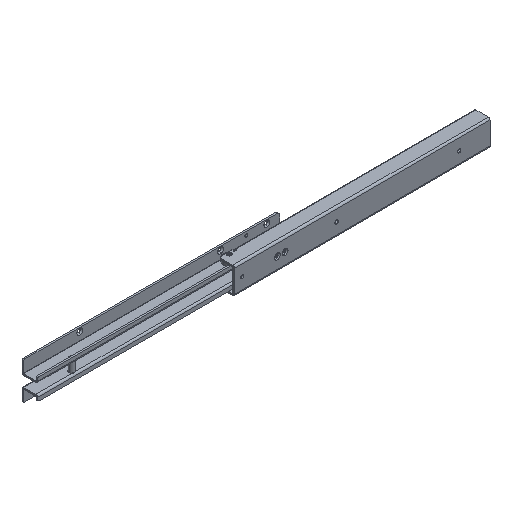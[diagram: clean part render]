
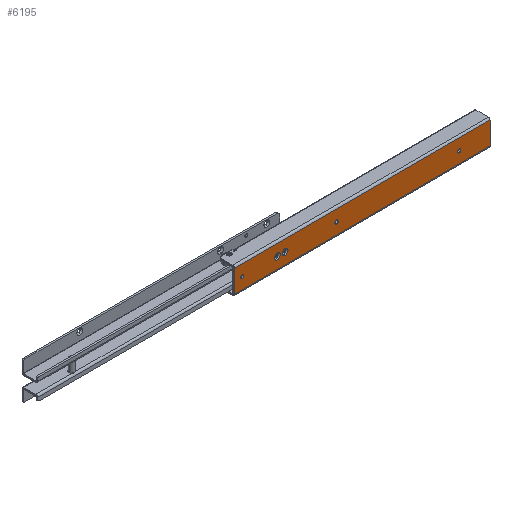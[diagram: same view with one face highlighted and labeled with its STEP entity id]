
A CAD part, isometric view. The second image highlights one B-rep face of the part: STEP entity #6195.
In plain terms, the highlighted face is planar.
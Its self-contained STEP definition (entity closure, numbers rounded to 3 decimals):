
#86 = DIRECTION ( 'NONE',  ( 0., 0., 1. ) ) ;
#103 = ORIENTED_EDGE ( 'NONE', *, *, #16925, .T. ) ;
#240 = EDGE_CURVE ( 'NONE', #7723, #19828, #20849, .T. ) ;
#707 = EDGE_LOOP ( 'NONE', ( #22176, #4502, #17602, #19126 ) ) ;
#801 = DIRECTION ( 'NONE',  ( 0., 0., -1. ) ) ;
#803 = CARTESIAN_POINT ( 'NONE',  ( 500., 0., -22. ) ) ;
#841 = ORIENTED_EDGE ( 'NONE', *, *, #3520, .F. ) ;
#1470 = EDGE_CURVE ( 'NONE', #2401, #14315, #3045, .T. ) ;
#1539 = CARTESIAN_POINT ( 'NONE',  ( 485., 0., 0. ) ) ;
#1668 = FACE_OUTER_BOUND ( 'NONE', #707, .T. ) ;
#1787 = CIRCLE ( 'NONE', #7713, 3.1 ) ;
#1852 = AXIS2_PLACEMENT_3D ( 'NONE', #10207, #17792, #801 ) ;
#2305 = CARTESIAN_POINT ( 'NONE',  ( 485., 0., 3.1 ) ) ;
#2401 = VERTEX_POINT ( 'NONE', #5988 ) ;
#2446 = LINE ( 'NONE', #10131, #7670 ) ;
#2671 = DIRECTION ( 'NONE',  ( -1., 0., 0. ) ) ;
#2699 = CARTESIAN_POINT ( 'NONE',  ( 416., 0., -5.75 ) ) ;
#2816 = CARTESIAN_POINT ( 'NONE',  ( 60., 0., -3.15 ) ) ;
#2870 = LINE ( 'NONE', #4476, #2951 ) ;
#2951 = VECTOR ( 'NONE', #14254, 1000. ) ;
#3045 = LINE ( 'NONE', #803, #5357 ) ;
#3067 = DIRECTION ( 'NONE',  ( 0., 0., -1. ) ) ;
#3091 = VERTEX_POINT ( 'NONE', #2305 ) ;
#3195 = VERTEX_POINT ( 'NONE', #2816 ) ;
#3520 = EDGE_CURVE ( 'NONE', #3195, #13526, #7298, .T. ) ;
#3781 = DIRECTION ( 'NONE',  ( 0., 0., 1. ) ) ;
#3857 = DIRECTION ( 'NONE',  ( 0., 0., 1. ) ) ;
#4185 = DIRECTION ( 'NONE',  ( 0., 1., 0. ) ) ;
#4476 = CARTESIAN_POINT ( 'NONE',  ( 500., 0., 22. ) ) ;
#4502 = ORIENTED_EDGE ( 'NONE', *, *, #1470, .T. ) ;
#5357 = VECTOR ( 'NONE', #2671, 1000. ) ;
#5392 = FACE_BOUND ( 'NONE', #9766, .T. ) ;
#5401 = CARTESIAN_POINT ( 'NONE',  ( 0., 0., 58. ) ) ;
#5573 = CIRCLE ( 'NONE', #12304, 5.75 ) ;
#5596 = CARTESIAN_POINT ( 'NONE',  ( 300., 0., 0. ) ) ;
#5737 = VERTEX_POINT ( 'NONE', #10870 ) ;
#5752 = DIRECTION ( 'NONE',  ( 0., -1., 0. ) ) ;
#5988 = CARTESIAN_POINT ( 'NONE',  ( 500., 0., -22. ) ) ;
#5994 = CARTESIAN_POINT ( 'NONE',  ( 60., 0., 0. ) ) ;
#6004 = EDGE_CURVE ( 'NONE', #5737, #2401, #2446, .T. ) ;
#6195 = ADVANCED_FACE ( 'NONE', ( #5392, #7477, #22622, #12938, #9336, #1668 ), #16912, .F. ) ;
#6585 = EDGE_CURVE ( 'NONE', #7838, #17926, #13389, .T. ) ;
#6653 = CARTESIAN_POINT ( 'NONE',  ( 416., 0., 0. ) ) ;
#7016 = DIRECTION ( 'NONE',  ( 0., -1., 0. ) ) ;
#7057 = EDGE_CURVE ( 'NONE', #10152, #13078, #10273, .T. ) ;
#7298 = CIRCLE ( 'NONE', #13230, 3.15 ) ;
#7416 = ORIENTED_EDGE ( 'NONE', *, *, #240, .T. ) ;
#7477 = FACE_BOUND ( 'NONE', #18863, .T. ) ;
#7670 = VECTOR ( 'NONE', #7893, 1000. ) ;
#7713 = AXIS2_PLACEMENT_3D ( 'NONE', #1539, #22382, #8977 ) ;
#7723 = VERTEX_POINT ( 'NONE', #9681 ) ;
#7838 = VERTEX_POINT ( 'NONE', #17878 ) ;
#7893 = DIRECTION ( 'NONE',  ( 0., 0., -1. ) ) ;
#7937 = CARTESIAN_POINT ( 'NONE',  ( 0., 0., 22. ) ) ;
#7940 = DIRECTION ( 'NONE',  ( 0., 1., 0. ) ) ;
#8183 = CIRCLE ( 'NONE', #22836, 3.1 ) ;
#8255 = ORIENTED_EDGE ( 'NONE', *, *, #24383, .T. ) ;
#8977 = DIRECTION ( 'NONE',  ( 0., 0., 1. ) ) ;
#9070 = AXIS2_PLACEMENT_3D ( 'NONE', #9749, #4185, #86 ) ;
#9071 = CARTESIAN_POINT ( 'NONE',  ( 401., 0., 0. ) ) ;
#9082 = AXIS2_PLACEMENT_3D ( 'NONE', #18072, #7016, #3067 ) ;
#9312 = CARTESIAN_POINT ( 'NONE',  ( 401., 0., 5.75 ) ) ;
#9336 = FACE_BOUND ( 'NONE', #11484, .T. ) ;
#9576 = CARTESIAN_POINT ( 'NONE',  ( 500., 0., -58. ) ) ;
#9681 = CARTESIAN_POINT ( 'NONE',  ( 401., 0., -5.75 ) ) ;
#9689 = EDGE_CURVE ( 'NONE', #13526, #3195, #16598, .T. ) ;
#9749 = CARTESIAN_POINT ( 'NONE',  ( 60., 0., 0. ) ) ;
#9766 = EDGE_LOOP ( 'NONE', ( #103, #7416 ) ) ;
#10000 = CARTESIAN_POINT ( 'NONE',  ( 416., 0., 5.75 ) ) ;
#10041 = CARTESIAN_POINT ( 'NONE',  ( 300., 0., 0. ) ) ;
#10131 = CARTESIAN_POINT ( 'NONE',  ( 500., 0., 58. ) ) ;
#10152 = VERTEX_POINT ( 'NONE', #2699 ) ;
#10207 = CARTESIAN_POINT ( 'NONE',  ( 401., 0., 0. ) ) ;
#10273 = CIRCLE ( 'NONE', #9082, 5.75 ) ;
#10452 = DIRECTION ( 'NONE',  ( 0., 0., -1. ) ) ;
#10496 = AXIS2_PLACEMENT_3D ( 'NONE', #6653, #14197, #23755 ) ;
#10708 = CARTESIAN_POINT ( 'NONE',  ( 485., 0., 0. ) ) ;
#10870 = CARTESIAN_POINT ( 'NONE',  ( 500., 0., 22. ) ) ;
#11484 = EDGE_LOOP ( 'NONE', ( #11687, #14559 ) ) ;
#11687 = ORIENTED_EDGE ( 'NONE', *, *, #23300, .F. ) ;
#11800 = ORIENTED_EDGE ( 'NONE', *, *, #20719, .F. ) ;
#12180 = CARTESIAN_POINT ( 'NONE',  ( 300., 0., 3.15 ) ) ;
#12280 = DIRECTION ( 'NONE',  ( 0., 1., 0. ) ) ;
#12304 = AXIS2_PLACEMENT_3D ( 'NONE', #9071, #24197, #10452 ) ;
#12938 = FACE_BOUND ( 'NONE', #17746, .T. ) ;
#12968 = ORIENTED_EDGE ( 'NONE', *, *, #6585, .F. ) ;
#13078 = VERTEX_POINT ( 'NONE', #10000 ) ;
#13194 = AXIS2_PLACEMENT_3D ( 'NONE', #10041, #12280, #19979 ) ;
#13230 = AXIS2_PLACEMENT_3D ( 'NONE', #5994, #20766, #3781 ) ;
#13389 = CIRCLE ( 'NONE', #17373, 3.15 ) ;
#13526 = VERTEX_POINT ( 'NONE', #19788 ) ;
#13553 = EDGE_LOOP ( 'NONE', ( #15891, #841 ) ) ;
#13720 = ORIENTED_EDGE ( 'NONE', *, *, #7057, .T. ) ;
#13921 = VERTEX_POINT ( 'NONE', #21031 ) ;
#14197 = DIRECTION ( 'NONE',  ( 0., -1., 0. ) ) ;
#14254 = DIRECTION ( 'NONE',  ( 1., 0., 0. ) ) ;
#14315 = VERTEX_POINT ( 'NONE', #22496 ) ;
#14559 = ORIENTED_EDGE ( 'NONE', *, *, #22102, .F. ) ;
#15891 = ORIENTED_EDGE ( 'NONE', *, *, #9689, .F. ) ;
#16433 = DIRECTION ( 'NONE',  ( 0., 0., 1. ) ) ;
#16440 = DIRECTION ( 'NONE',  ( 0., 0., 1. ) ) ;
#16598 = CIRCLE ( 'NONE', #9070, 3.15 ) ;
#16680 = LINE ( 'NONE', #5401, #20025 ) ;
#16912 = PLANE ( 'NONE',  #24291 ) ;
#16916 = DIRECTION ( 'NONE',  ( 0., 1., 0. ) ) ;
#16925 = EDGE_CURVE ( 'NONE', #19828, #7723, #5573, .T. ) ;
#17373 = AXIS2_PLACEMENT_3D ( 'NONE', #5596, #7940, #3857 ) ;
#17602 = ORIENTED_EDGE ( 'NONE', *, *, #24465, .T. ) ;
#17746 = EDGE_LOOP ( 'NONE', ( #11800, #12968 ) ) ;
#17792 = DIRECTION ( 'NONE',  ( 0., -1., 0. ) ) ;
#17878 = CARTESIAN_POINT ( 'NONE',  ( 300., 0., -3.15 ) ) ;
#17926 = VERTEX_POINT ( 'NONE', #12180 ) ;
#18072 = CARTESIAN_POINT ( 'NONE',  ( 416., 0., 0. ) ) ;
#18863 = EDGE_LOOP ( 'NONE', ( #8255, #13720 ) ) ;
#19126 = ORIENTED_EDGE ( 'NONE', *, *, #19503, .T. ) ;
#19503 = EDGE_CURVE ( 'NONE', #20624, #5737, #2870, .T. ) ;
#19788 = CARTESIAN_POINT ( 'NONE',  ( 60., 0., 3.15 ) ) ;
#19828 = VERTEX_POINT ( 'NONE', #9312 ) ;
#19979 = DIRECTION ( 'NONE',  ( 0., 0., 1. ) ) ;
#20025 = VECTOR ( 'NONE', #16440, 1000. ) ;
#20515 = DIRECTION ( 'NONE',  ( 0., 0., -1. ) ) ;
#20624 = VERTEX_POINT ( 'NONE', #7937 ) ;
#20719 = EDGE_CURVE ( 'NONE', #17926, #7838, #23889, .T. ) ;
#20766 = DIRECTION ( 'NONE',  ( 0., 1., 0. ) ) ;
#20849 = CIRCLE ( 'NONE', #1852, 5.75 ) ;
#21031 = CARTESIAN_POINT ( 'NONE',  ( 485., 0., -3.1 ) ) ;
#22102 = EDGE_CURVE ( 'NONE', #13921, #3091, #1787, .T. ) ;
#22176 = ORIENTED_EDGE ( 'NONE', *, *, #6004, .T. ) ;
#22382 = DIRECTION ( 'NONE',  ( 0., 1., 0. ) ) ;
#22496 = CARTESIAN_POINT ( 'NONE',  ( 0., 0., -22. ) ) ;
#22622 = FACE_BOUND ( 'NONE', #13553, .T. ) ;
#22836 = AXIS2_PLACEMENT_3D ( 'NONE', #10708, #16916, #16433 ) ;
#23300 = EDGE_CURVE ( 'NONE', #3091, #13921, #8183, .T. ) ;
#23546 = CIRCLE ( 'NONE', #10496, 5.75 ) ;
#23755 = DIRECTION ( 'NONE',  ( 0., 0., -1. ) ) ;
#23889 = CIRCLE ( 'NONE', #13194, 3.15 ) ;
#24197 = DIRECTION ( 'NONE',  ( 0., -1., 0. ) ) ;
#24291 = AXIS2_PLACEMENT_3D ( 'NONE', #9576, #5752, #20515 ) ;
#24383 = EDGE_CURVE ( 'NONE', #13078, #10152, #23546, .T. ) ;
#24465 = EDGE_CURVE ( 'NONE', #14315, #20624, #16680, .T. ) ;
